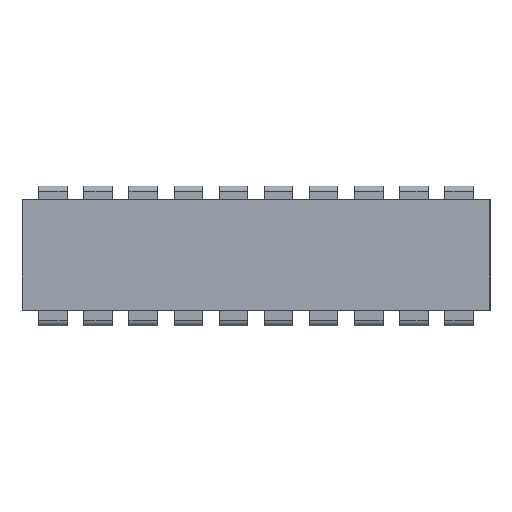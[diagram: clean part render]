
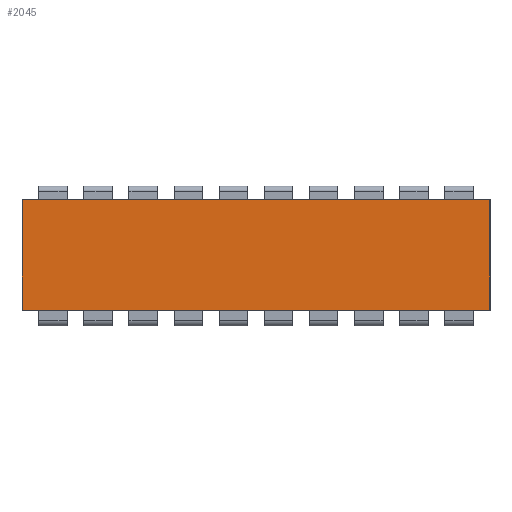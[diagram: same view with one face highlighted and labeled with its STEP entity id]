
A CAD part, top view. The second image highlights one B-rep face of the part: STEP entity #2045.
In plain terms, the highlighted planar face has unit normal (0, 0, 1).
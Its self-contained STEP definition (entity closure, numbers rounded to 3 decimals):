
#2045 = ADVANCED_FACE( '', ( #3984 ), #3985, .T. );
#3984 = FACE_OUTER_BOUND( '', #5914, .T. );
#3985 = PLANE( '', #5915 );
#5914 = EDGE_LOOP( '', ( #11343, #11344, #11345, #11346 ) );
#5915 = AXIS2_PLACEMENT_3D( '', #11347, #11348, #11349 );
#11343 = ORIENTED_EDGE( '', *, *, #13988, .T. );
#11344 = ORIENTED_EDGE( '', *, *, #13078, .T. );
#11345 = ORIENTED_EDGE( '', *, *, #14319, .T. );
#11346 = ORIENTED_EDGE( '', *, *, #12503, .T. );
#11347 = CARTESIAN_POINT( '', ( 0., 0., 0. ) );
#11348 = DIRECTION( '', ( 0., 0., 1. ) );
#11349 = DIRECTION( '', ( 1., 0., 0. ) );
#12503 = EDGE_CURVE( '', #14825, #14826, #14827, .T. );
#13078 = EDGE_CURVE( '', #15816, #15817, #15818, .T. );
#13988 = EDGE_CURVE( '', #14826, #15816, #17172, .T. );
#14319 = EDGE_CURVE( '', #15817, #14825, #17575, .T. );
#14825 = VERTEX_POINT( '', #18274 );
#14826 = VERTEX_POINT( '', #18275 );
#14827 = LINE( '', #18276, #18277 );
#15816 = VERTEX_POINT( '', #19998 );
#15817 = VERTEX_POINT( '', #19999 );
#15818 = LINE( '', #20000, #20001 );
#17172 = LINE( '', #22445, #22446 );
#17575 = LINE( '', #23342, #23343 );
#18274 = CARTESIAN_POINT( '', ( 13.17, 3.1, 0. ) );
#18275 = CARTESIAN_POINT( '', ( -13.17, 3.1, 0. ) );
#18276 = CARTESIAN_POINT( '', ( 13.17, 3.1, 0. ) );
#18277 = VECTOR( '', #23887, 1000. );
#19998 = CARTESIAN_POINT( '', ( -13.17, -3.1, 0. ) );
#19999 = CARTESIAN_POINT( '', ( 13.17, -3.1, 0. ) );
#20000 = CARTESIAN_POINT( '', ( -13.17, -3.1, 0. ) );
#20001 = VECTOR( '', #24376, 1000. );
#22445 = CARTESIAN_POINT( '', ( -13.17, 3.1, 0. ) );
#22446 = VECTOR( '', #25048, 1000. );
#23342 = CARTESIAN_POINT( '', ( 13.17, -3.1, 0. ) );
#23343 = VECTOR( '', #25255, 1000. );
#23887 = DIRECTION( '', ( -1., 0., 0. ) );
#24376 = DIRECTION( '', ( 1., 0., 0. ) );
#25048 = DIRECTION( '', ( 0., -1., 0. ) );
#25255 = DIRECTION( '', ( 0., 1., 0. ) );
